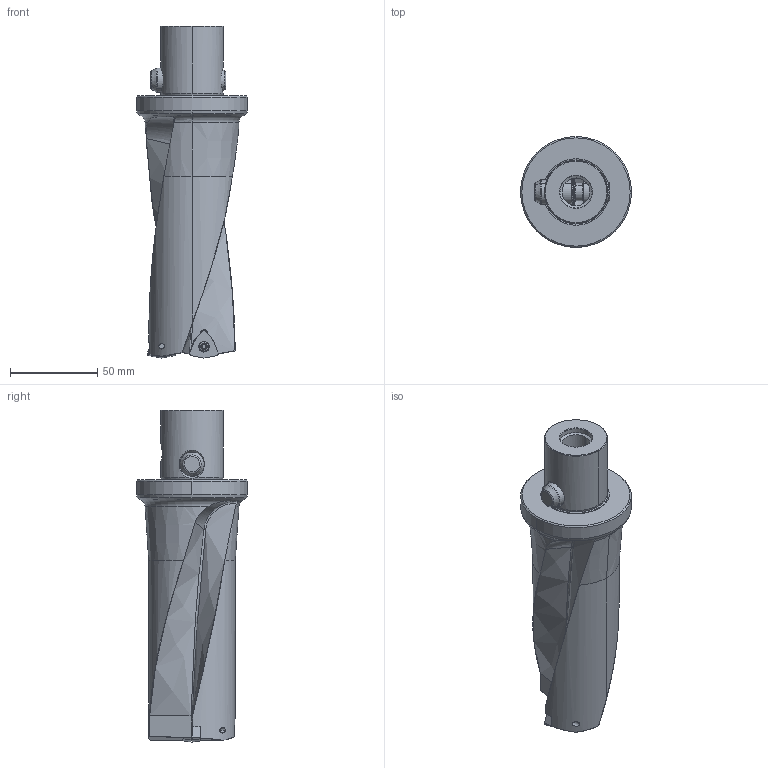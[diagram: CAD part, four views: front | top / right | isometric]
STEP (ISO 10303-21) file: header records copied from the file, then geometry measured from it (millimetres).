
FILE_DESCRIPTION(('no description'),'unknown implementation level');
FILE_NAME('078FB99F-4EA5-4D5B-9003-6A3A536EE903_export.stp',' ',('CIMSOURCE GmbH'),('CADClick - KiM GmbH - www.kimweb.de'),'unknown preprocess','ACIS','unknown authorization');
FILE_SCHEMA(('automotive_design'));
Length unit declared in the file: millimetre
Products named in the file (7): 336.651 Kaiser WB 51-102 X CK6|694.143 Kaiser ETL M4 X 11,8 T15 IP 10S_Standard;NONE; 336.651 Kaiser WB 51-102 X CK6|336.651 Kaiser WB 51-102 X CK6_Standard-2;NONE; 336.651 Kaiser WB 51-102 X CK6|336.651 Kaiser WB 51-102 X CK6_Standard-1;NONE; 336.651 Kaiser WB 51-102 X CK6|336.651 Kaiser WB 51-102 X CK6_Standard;NONE; 336.651 Kaiser WB 51-102 X CK6|691.506 Kaiser ETL D14 X 43K_Standard|693.305 Sprengring_Standard;NONE; 336.651 Kaiser WB 51-102 X CK6|691.506 Kaiser ETL D14 X 43K_Standard|691.526 Mitnehmerbolzen_Standard;NONE
Bounding box: 63.5 x 63.5 x 190 mm (x, y, z)
Volume: 248543.2 mm3; surface area: 44485.2 mm2
Topology: 7 solids, 7 shells, 370 faces, 897 edges, 542 vertices
Faces by surface type: cylinder 118, plane 85, cone 71, torus 41, bspline 41, sphere 14
Entity records: 74898 total; most frequent: CARTESIAN_POINT 56099, DIRECTION 1820, STYLED_ITEM 1811, PRESENTATION_STYLE_ASSIGNMENT 1811, COLOUR_RGB 1811, ORIENTED_EDGE 1784, EDGE_CURVE 892, CURVE_STYLE 892
